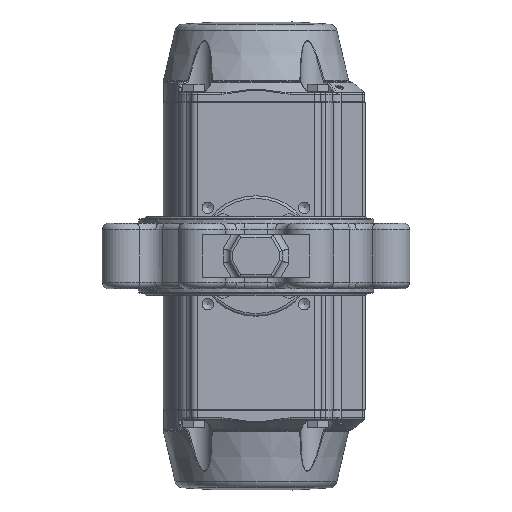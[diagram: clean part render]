
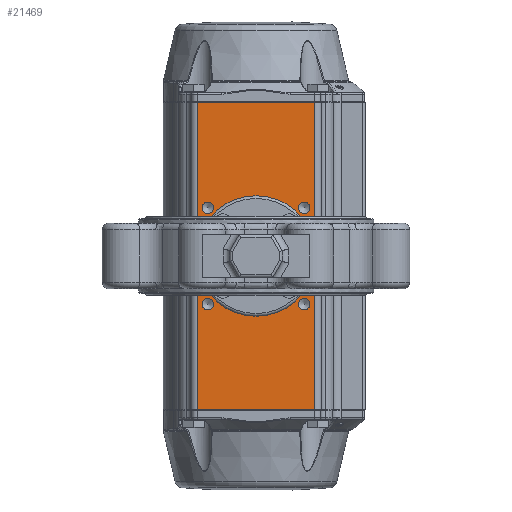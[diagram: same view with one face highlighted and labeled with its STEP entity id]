
A CAD part, front view. The second image highlights one B-rep face of the part: STEP entity #21469.
In plain terms, the highlighted planar face has unit normal (0, -1, 0).
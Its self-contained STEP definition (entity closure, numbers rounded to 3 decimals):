
#1964=CIRCLE('',#23347,3.4);
#1965=CIRCLE('',#23348,3.4);
#1966=CIRCLE('',#23349,3.4);
#1967=CIRCLE('',#23350,3.4);
#1968=CIRCLE('',#23351,4.25);
#1969=CIRCLE('',#23352,4.25);
#1970=CIRCLE('',#23353,4.25);
#1971=CIRCLE('',#23354,4.25);
#1972=CIRCLE('',#23355,27.5);
#3624=ORIENTED_EDGE('',*,*,#10023,.F.);
#3625=ORIENTED_EDGE('',*,*,#9889,.T.);
#3626=ORIENTED_EDGE('',*,*,#10025,.T.);
#3627=ORIENTED_EDGE('',*,*,#9797,.T.);
#3628=ORIENTED_EDGE('',*,*,#10026,.F.);
#3629=ORIENTED_EDGE('',*,*,#10027,.F.);
#3630=ORIENTED_EDGE('',*,*,#10028,.F.);
#3631=ORIENTED_EDGE('',*,*,#10029,.F.);
#3632=ORIENTED_EDGE('',*,*,#10030,.F.);
#3633=ORIENTED_EDGE('',*,*,#10031,.F.);
#3634=ORIENTED_EDGE('',*,*,#10032,.F.);
#3635=ORIENTED_EDGE('',*,*,#10033,.F.);
#3636=ORIENTED_EDGE('',*,*,#10034,.T.);
#9797=EDGE_CURVE('',#13051,#13054,#15129,.T.);
#9889=EDGE_CURVE('',#13117,#13116,#15185,.T.);
#10023=EDGE_CURVE('',#13117,#13054,#15279,.T.);
#10025=EDGE_CURVE('',#13116,#13051,#15280,.T.);
#10026=EDGE_CURVE('',#13198,#13198,#1964,.T.);
#10027=EDGE_CURVE('',#13199,#13199,#1965,.T.);
#10028=EDGE_CURVE('',#13200,#13200,#1966,.T.);
#10029=EDGE_CURVE('',#13201,#13201,#1967,.T.);
#10030=EDGE_CURVE('',#13202,#13202,#1968,.T.);
#10031=EDGE_CURVE('',#13203,#13203,#1969,.T.);
#10032=EDGE_CURVE('',#13204,#13204,#1970,.T.);
#10033=EDGE_CURVE('',#13205,#13205,#1971,.T.);
#10034=EDGE_CURVE('',#13206,#13206,#1972,.T.);
#13051=VERTEX_POINT('',#31773);
#13054=VERTEX_POINT('',#31778);
#13116=VERTEX_POINT('',#31963);
#13117=VERTEX_POINT('',#31965);
#13198=VERTEX_POINT('',#32239);
#13199=VERTEX_POINT('',#32241);
#13200=VERTEX_POINT('',#32243);
#13201=VERTEX_POINT('',#32245);
#13202=VERTEX_POINT('',#32247);
#13203=VERTEX_POINT('',#32249);
#13204=VERTEX_POINT('',#32251);
#13205=VERTEX_POINT('',#32253);
#13206=VERTEX_POINT('',#32255);
#15129=LINE('',#31779,#16302);
#15185=LINE('',#31964,#16358);
#15279=LINE('',#32234,#16452);
#15280=LINE('',#32237,#16453);
#16302=VECTOR('',#25660,1000.);
#16358=VECTOR('',#25850,1000.);
#16452=VECTOR('',#26134,1000.);
#16453=VECTOR('',#26139,1000.);
#17559=EDGE_LOOP('',(#3624,#3625,#3626,#3627));
#17560=EDGE_LOOP('',(#3628));
#17561=EDGE_LOOP('',(#3629));
#17562=EDGE_LOOP('',(#3630));
#17563=EDGE_LOOP('',(#3631));
#17564=EDGE_LOOP('',(#3632));
#17565=EDGE_LOOP('',(#3633));
#17566=EDGE_LOOP('',(#3634));
#17567=EDGE_LOOP('',(#3635));
#17568=EDGE_LOOP('',(#3636));
#19282=FACE_BOUND('',#17559,.T.);
#19283=FACE_BOUND('',#17560,.T.);
#19284=FACE_BOUND('',#17561,.T.);
#19285=FACE_BOUND('',#17562,.T.);
#19286=FACE_BOUND('',#17563,.T.);
#19287=FACE_BOUND('',#17564,.T.);
#19288=FACE_BOUND('',#17565,.T.);
#19289=FACE_BOUND('',#17566,.T.);
#19290=FACE_BOUND('',#17567,.T.);
#19291=FACE_BOUND('',#17568,.T.);
#20983=PLANE('',#23346);
#21469=ADVANCED_FACE('',(#19282,#19283,#19284,#19285,#19286,#19287,#19288,
#19289,#19290,#19291),#20983,.F.);
#23346=AXIS2_PLACEMENT_3D('',#32236,#26137,#26138);
#23347=AXIS2_PLACEMENT_3D('',#32238,#26140,#26141);
#23348=AXIS2_PLACEMENT_3D('',#32240,#26142,#26143);
#23349=AXIS2_PLACEMENT_3D('',#32242,#26144,#26145);
#23350=AXIS2_PLACEMENT_3D('',#32244,#26146,#26147);
#23351=AXIS2_PLACEMENT_3D('',#32246,#26148,#26149);
#23352=AXIS2_PLACEMENT_3D('',#32248,#26150,#26151);
#23353=AXIS2_PLACEMENT_3D('',#32250,#26152,#26153);
#23354=AXIS2_PLACEMENT_3D('',#32252,#26154,#26155);
#23355=AXIS2_PLACEMENT_3D('',#32254,#26156,#26157);
#25660=DIRECTION('',(1.,0.,0.));
#25850=DIRECTION('',(-1.,0.,0.));
#26134=DIRECTION('',(0.,0.,-1.));
#26137=DIRECTION('',(0.,1.,0.));
#26138=DIRECTION('',(0.,0.,1.));
#26139=DIRECTION('',(0.,0.,-1.));
#26140=DIRECTION('',(0.,-1.,0.));
#26141=DIRECTION('',(0.,0.,-1.));
#26142=DIRECTION('',(0.,-1.,0.));
#26143=DIRECTION('',(0.,0.,-1.));
#26144=DIRECTION('',(0.,-1.,0.));
#26145=DIRECTION('',(0.,0.,-1.));
#26146=DIRECTION('',(0.,-1.,0.));
#26147=DIRECTION('',(0.,0.,-1.));
#26148=DIRECTION('',(0.,-1.,0.));
#26149=DIRECTION('',(0.,0.,-1.));
#26150=DIRECTION('',(0.,-1.,0.));
#26151=DIRECTION('',(0.,0.,-1.));
#26152=DIRECTION('',(0.,-1.,0.));
#26153=DIRECTION('',(0.,0.,-1.));
#26154=DIRECTION('',(0.,-1.,0.));
#26155=DIRECTION('',(0.,0.,-1.));
#26156=DIRECTION('',(0.,1.,0.));
#26157=DIRECTION('',(0.,0.,1.));
#31773=CARTESIAN_POINT('',(-44.,-80.,-115.));
#31778=CARTESIAN_POINT('',(44.,-80.,-115.));
#31779=CARTESIAN_POINT('',(-44.,-80.,-115.));
#31963=CARTESIAN_POINT('',(-44.,-80.,115.));
#31964=CARTESIAN_POINT('',(-44.,-80.,115.));
#31965=CARTESIAN_POINT('',(44.,-80.,115.));
#32234=CARTESIAN_POINT('',(44.,-80.,115.5));
#32236=CARTESIAN_POINT('',(-44.,-80.,115.5));
#32237=CARTESIAN_POINT('',(-44.,-80.,115.5));
#32238=CARTESIAN_POINT('',(24.749,-80.,24.749));
#32239=CARTESIAN_POINT('',(24.749,-80.,21.349));
#32240=CARTESIAN_POINT('',(24.749,-80.,-24.749));
#32241=CARTESIAN_POINT('',(24.749,-80.,-28.149));
#32242=CARTESIAN_POINT('',(-24.749,-80.,-24.749));
#32243=CARTESIAN_POINT('',(-24.749,-80.,-28.149));
#32244=CARTESIAN_POINT('',(-24.749,-80.,24.749));
#32245=CARTESIAN_POINT('',(-24.749,-80.,21.349));
#32246=CARTESIAN_POINT('',(36.062,-80.,36.062));
#32247=CARTESIAN_POINT('',(36.062,-80.,31.812));
#32248=CARTESIAN_POINT('',(36.062,-80.,-36.062));
#32249=CARTESIAN_POINT('',(36.062,-80.,-40.312));
#32250=CARTESIAN_POINT('',(-36.062,-80.,-36.062));
#32251=CARTESIAN_POINT('',(-36.062,-80.,-40.312));
#32252=CARTESIAN_POINT('',(-36.062,-80.,36.062));
#32253=CARTESIAN_POINT('',(-36.062,-80.,31.812));
#32254=CARTESIAN_POINT('',(0.,-80.,0.));
#32255=CARTESIAN_POINT('',(0.,-80.,27.5));
